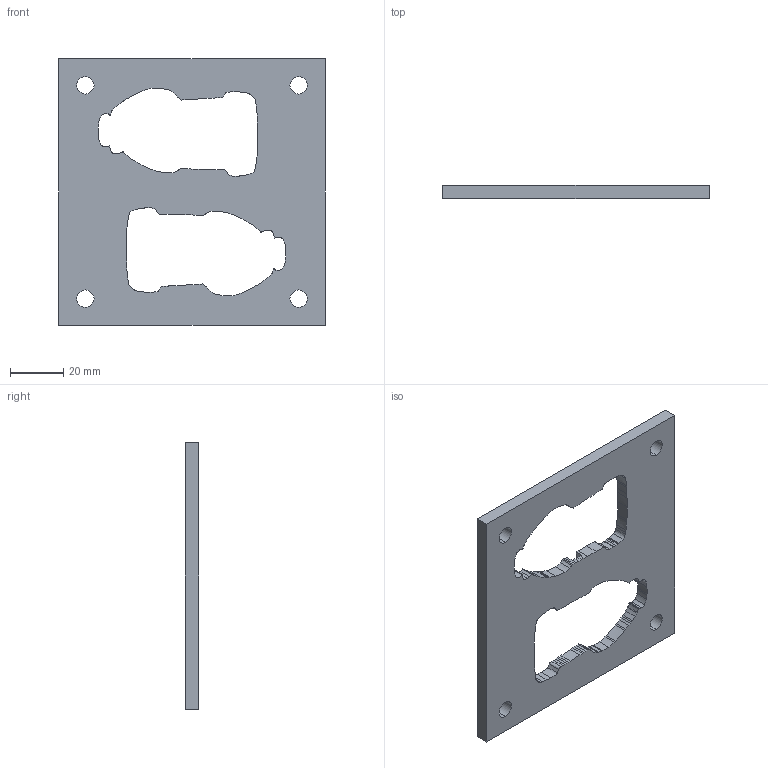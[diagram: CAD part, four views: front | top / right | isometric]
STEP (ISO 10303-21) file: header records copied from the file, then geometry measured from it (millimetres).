
FILE_DESCRIPTION (( 'STEP AP214' ), '1' );
FILE_NAME ('ARL-PC-ZOLA-02-empreinte.STEP', '2020-12-14T10:57:56', ( 'T' ), ( 'F' ), 'SwSTEP 2.0', 'SolidWorks 2001340', '' );
FILE_SCHEMA (( 'AUTOMOTIVE_DESIGN' ));
Length unit declared in the file: millimetre
Products named in the file (1): ARL-PC-ZOLA-02-empreinte
Bounding box: 100 x 5 x 100 mm (x, y, z)
Volume: 33557.3 mm3; surface area: 17717.4 mm2
Topology: 1 solids, 1 shells, 229 faces, 684 edges, 456 vertices
Faces by surface type: bspline 196, plane 23, cylinder 10
Entity records: 10419 total; most frequent: CARTESIAN_POINT 5498, ORIENTED_EDGE 1368, EDGE_CURVE 684, VERTEX_POINT 456, B_SPLINE_CURVE_WITH_KNOTS 396, DIRECTION 376, LINE 268, VECTOR 268
